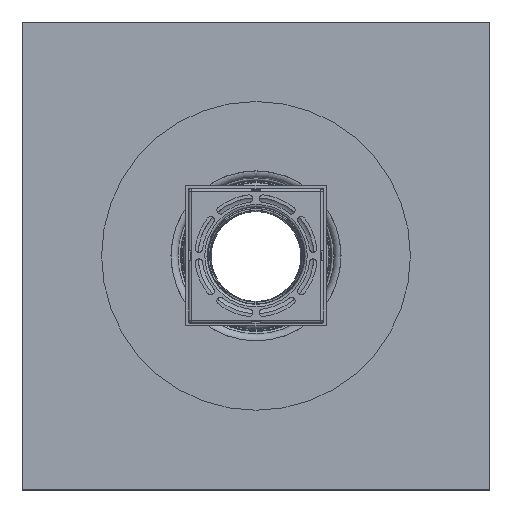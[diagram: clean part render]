
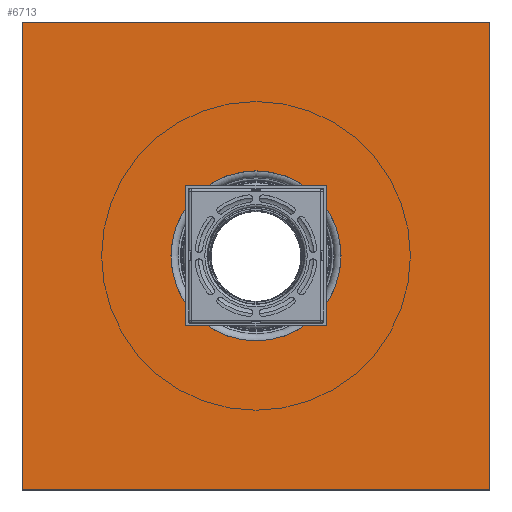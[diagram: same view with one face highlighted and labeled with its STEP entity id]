
A CAD part, top view. The second image highlights one B-rep face of the part: STEP entity #6713.
In plain terms, the highlighted planar face has unit normal (0, 0, 1).
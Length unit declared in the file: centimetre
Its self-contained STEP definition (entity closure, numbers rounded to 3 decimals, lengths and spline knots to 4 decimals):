
#509=FACE_BOUND('',#2058,.T.);
#1029=CIRCLE('',#8512,90.8789);
#1527=FACE_OUTER_BOUND('',#2057,.T.);
#2057=EDGE_LOOP('',(#5821,#5822,#5823,#5824));
#2058=EDGE_LOOP('',(#5825));
#2752=VERTEX_POINT('',#13652);
#2753=VERTEX_POINT('',#13654);
#2755=VERTEX_POINT('',#13660);
#2758=VERTEX_POINT('',#13665);
#2760=VERTEX_POINT('',#13678);
#3784=EDGE_CURVE('',#2752,#2753,#7171,.T.);
#3790=EDGE_CURVE('',#2758,#2755,#7177,.T.);
#3791=EDGE_CURVE('',#2753,#2758,#7178,.T.);
#3794=EDGE_CURVE('',#2752,#2755,#7181,.T.);
#3796=EDGE_CURVE('',#2760,#2760,#1029,.T.);
#5821=ORIENTED_EDGE('',*,*,#3794,.T.);
#5822=ORIENTED_EDGE('',*,*,#3790,.F.);
#5823=ORIENTED_EDGE('',*,*,#3791,.F.);
#5824=ORIENTED_EDGE('',*,*,#3784,.F.);
#5825=ORIENTED_EDGE('',*,*,#3796,.T.);
#6312=PLANE('',#8511);
#6713=ADVANCED_FACE('',(#1527,#509),#6312,.F.);
#7171=LINE('',#13655,#7563);
#7177=LINE('',#13667,#7569);
#7178=LINE('',#13669,#7570);
#7181=LINE('',#13673,#7573);
#7563=VECTOR('',#10833,1.);
#7569=VECTOR('',#10841,1.);
#7570=VECTOR('',#10844,1.);
#7573=VECTOR('',#10849,1.);
#8511=AXIS2_PLACEMENT_3D('',#13677,#10854,#10855);
#8512=AXIS2_PLACEMENT_3D('',#13679,#10856,#10857);
#10833=DIRECTION('',(1.,0.,0.));
#10841=DIRECTION('',(-1.,0.,0.));
#10844=DIRECTION('',(0.,-1.,0.));
#10849=DIRECTION('',(0.,-1.,0.));
#10854=DIRECTION('center_axis',(0.,0.,-1.));
#10855=DIRECTION('ref_axis',(0.,-1.,0.));
#10856=DIRECTION('center_axis',(0.,0.,-1.));
#10857=DIRECTION('ref_axis',(1.,0.,0.));
#13652=CARTESIAN_POINT('',(-250.,250.,379.2291));
#13654=CARTESIAN_POINT('',(250.,250.,379.2291));
#13655=CARTESIAN_POINT('',(0.,250.,379.2291));
#13660=CARTESIAN_POINT('',(-250.,-250.,379.2291));
#13665=CARTESIAN_POINT('',(250.,-250.,379.2291));
#13667=CARTESIAN_POINT('',(0.,-250.,379.2291));
#13669=CARTESIAN_POINT('',(250.,0.,379.2291));
#13673=CARTESIAN_POINT('',(-250.,0.,379.2291));
#13677=CARTESIAN_POINT('Origin',(0.,0.,
379.2291));
#13678=CARTESIAN_POINT('',(0.,-90.8789,379.2291));
#13679=CARTESIAN_POINT('Origin',(0.,0.,
379.2291));
